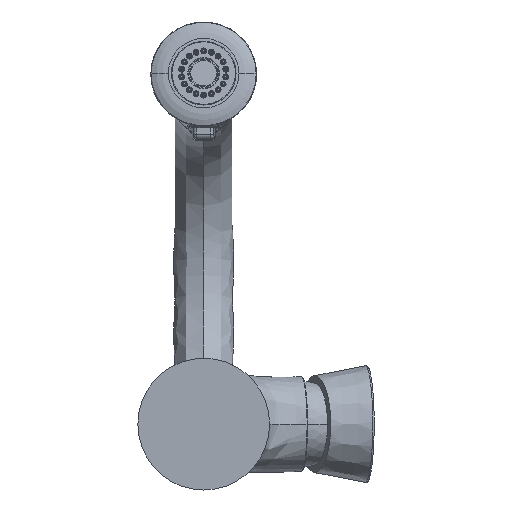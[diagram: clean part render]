
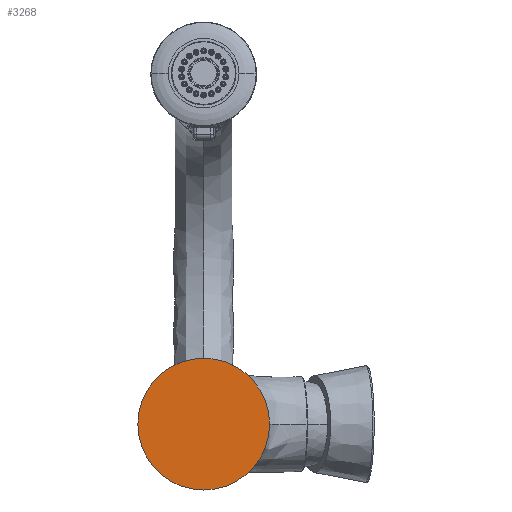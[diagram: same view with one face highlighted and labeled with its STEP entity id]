
A CAD part, front view. The second image highlights one B-rep face of the part: STEP entity #3268.
In plain terms, the highlighted planar face has unit normal (0, -1, 0).
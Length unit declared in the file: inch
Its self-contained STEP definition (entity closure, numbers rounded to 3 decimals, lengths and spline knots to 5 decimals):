
#839=CARTESIAN_POINT('',(0.,-0.465,0.));
#840=DIRECTION('',(0.,-1.,0.));
#841=DIRECTION('',(0.,0.,-1.));
#842=AXIS2_PLACEMENT_3D('',#839,#840,#841);
#955=CARTESIAN_POINT('',(0.,-0.465,0.));
#956=DIRECTION('',(0.,1.,0.));
#957=DIRECTION('',(0.,0.,-1.));
#958=AXIS2_PLACEMENT_3D('',#955,#956,#957);
#997=CARTESIAN_POINT('',(0.,-0.465,-1.25));
#998=CARTESIAN_POINT('',(0.,-0.465,1.25));
#999=VERTEX_POINT('',#997);
#1000=VERTEX_POINT('',#998);
#3259=CARTESIAN_POINT('',(0.,-0.465,0.));
#3260=DIRECTION('',(0.,-1.,0.));
#3261=DIRECTION('',(0.,0.,1.));
#3262=AXIS2_PLACEMENT_3D('',#3259,#3260,#3261);
#3263=PLANE('',#3262);
#3264=ORIENTED_EDGE('',*,*,#2780,.F.);
#3265=ORIENTED_EDGE('',*,*,#2808,.T.);
#3266=EDGE_LOOP('',(#3264,#3265));
#3267=FACE_OUTER_BOUND('',#3266,.F.);
#3268=ADVANCED_FACE('',(#3267),#3263,.T.);
#843=CIRCLE('',#842,1.25);
#959=CIRCLE('',#958,1.25);
#2780=EDGE_CURVE('',#999,#1000,#843,.T.);
#2808=EDGE_CURVE('',#999,#1000,#959,.T.);
